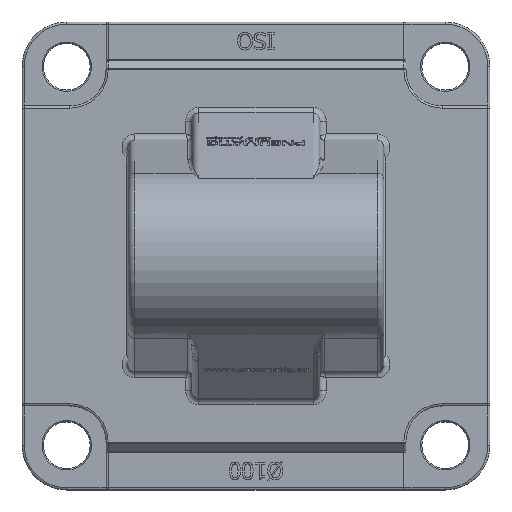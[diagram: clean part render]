
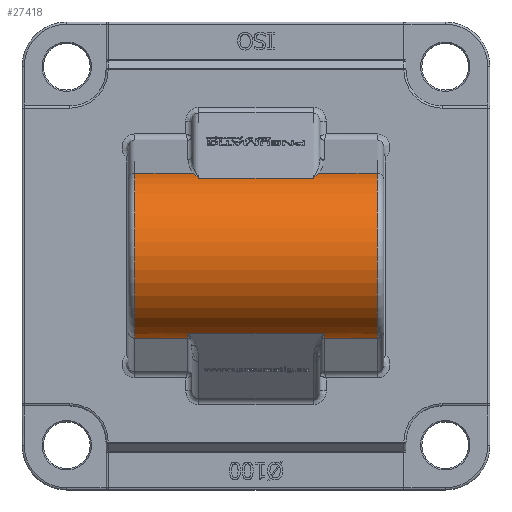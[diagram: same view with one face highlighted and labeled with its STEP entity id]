
A CAD part, top view. The second image highlights one B-rep face of the part: STEP entity #27418.
In plain terms, the highlighted cylindrical face has radius 20 mm (diameter 40 mm), a partial arc.
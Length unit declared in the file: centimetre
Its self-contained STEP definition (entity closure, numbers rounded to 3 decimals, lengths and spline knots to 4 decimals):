
#50=CYLINDRICAL_SURFACE($,#28216,2.);
#151=CIRCLE($,#28217,2.);
#152=CIRCLE($,#28218,2.);
#153=CIRCLE($,#28219,2.);
#154=CIRCLE($,#28220,2.);
#2284=FACE_OUTER_BOUND($,#3863,.T.);
#3863=EDGE_LOOP($,(#23538,#23539,#23540,#23541,#23542,#23543,#23544,#23545,
#23546,#23547,#23548,#23549));
#4941=LINE($,#36930,#7055);
#5308=LINE($,#40261,#7422);
#5956=LINE($,#52523,#8070);
#5957=LINE($,#52527,#8071);
#5958=LINE($,#52532,#8072);
#5959=LINE($,#52536,#8073);
#7055=VECTOR($,#29867,3.2);
#7422=VECTOR($,#30422,2.7);
#8070=VECTOR($,#31322,1.3795);
#8071=VECTOR($,#31325,1.25);
#8072=VECTOR($,#31330,1.25);
#8073=VECTOR($,#31333,1.3795);
#10060=B_SPLINE_CURVE_WITH_KNOTS($,3,(#52410,#52411,#52412,#52413,#52414,
#52415),.UNSPECIFIED.,.F.,.F.,(4,2,4),(-0.3785,0.,0.0018),
 .UNSPECIFIED.);
#10062=B_SPLINE_CURVE_WITH_KNOTS($,3,(#52537,#52538,#52539,#52540,#52541,
#52542),.UNSPECIFIED.,.F.,.F.,(4,2,4),(-0.0017,0.,0.3786),
 .UNSPECIFIED.);
#10805=VERTEX_POINT($,#36902);
#10813=VERTEX_POINT($,#36923);
#11221=VERTEX_POINT($,#40255);
#11223=VERTEX_POINT($,#40259);
#12333=VERTEX_POINT($,#52408);
#12343=VERTEX_POINT($,#52522);
#12344=VERTEX_POINT($,#52524);
#12345=VERTEX_POINT($,#52526);
#12346=VERTEX_POINT($,#52529);
#12347=VERTEX_POINT($,#52531);
#12348=VERTEX_POINT($,#52533);
#12349=VERTEX_POINT($,#52535);
#13818=EDGE_CURVE($,#10805,#10813,#4941,.T.);
#14431=EDGE_CURVE($,#11223,#11221,#5308,.T.);
#16135=EDGE_CURVE($,#12333,#11223,#10060,.T.);
#16153=EDGE_CURVE($,#12343,#12333,#5956,.T.);
#16154=EDGE_CURVE($,#12344,#12343,#151,.T.);
#16155=EDGE_CURVE($,#12344,#12345,#5957,.T.);
#16156=EDGE_CURVE($,#10805,#12345,#152,.T.);
#16157=EDGE_CURVE($,#12346,#10813,#153,.T.);
#16158=EDGE_CURVE($,#12346,#12347,#5958,.T.);
#16159=EDGE_CURVE($,#12348,#12347,#154,.T.);
#16160=EDGE_CURVE($,#12349,#12348,#5959,.T.);
#16161=EDGE_CURVE($,#11221,#12349,#10062,.T.);
#23538=ORIENTED_EDGE($,*,*,#16135,.F.);
#23539=ORIENTED_EDGE($,*,*,#16153,.F.);
#23540=ORIENTED_EDGE($,*,*,#16154,.F.);
#23541=ORIENTED_EDGE($,*,*,#16155,.T.);
#23542=ORIENTED_EDGE($,*,*,#16156,.F.);
#23543=ORIENTED_EDGE($,*,*,#13818,.T.);
#23544=ORIENTED_EDGE($,*,*,#16157,.F.);
#23545=ORIENTED_EDGE($,*,*,#16158,.T.);
#23546=ORIENTED_EDGE($,*,*,#16159,.F.);
#23547=ORIENTED_EDGE($,*,*,#16160,.F.);
#23548=ORIENTED_EDGE($,*,*,#16161,.F.);
#23549=ORIENTED_EDGE($,*,*,#14431,.F.);
#27418=ADVANCED_FACE($,(#2284),#50,.T.);
#28216=AXIS2_PLACEMENT_3D($,#52521,#31320,#31321);
#28217=AXIS2_PLACEMENT_3D($,#52525,#31323,#31324);
#28218=AXIS2_PLACEMENT_3D($,#52528,#31326,#31327);
#28219=AXIS2_PLACEMENT_3D($,#52530,#31328,#31329);
#28220=AXIS2_PLACEMENT_3D($,#52534,#31331,#31332);
#29867=DIRECTION($,(1.,0.,0.));
#30422=DIRECTION($,(1.,0.,0.));
#31320=DIRECTION('center_axis',(1.,0.,0.));
#31321=DIRECTION('ref_axis',(0.,0.969,0.246));
#31322=DIRECTION($,(1.,0.,0.));
#31323=DIRECTION('center_axis',(-1.,0.,0.));
#31324=DIRECTION('ref_axis',(0.,0.,1.));
#31325=DIRECTION($,(1.,0.,0.));
#31326=DIRECTION('center_axis',(1.,0.,0.));
#31327=DIRECTION('ref_axis',(0.,-0.944,0.329));
#31328=DIRECTION('center_axis',(-1.,0.,0.));
#31329=DIRECTION('ref_axis',(0.,-0.944,0.329));
#31330=DIRECTION($,(1.,0.,0.));
#31331=DIRECTION('center_axis',(1.,0.,0.));
#31332=DIRECTION('ref_axis',(0.,0.,1.));
#31333=DIRECTION($,(1.,0.,0.));
#36902=CARTESIAN_POINT('',(-1.6,-1.8254,4.9172));
#36923=CARTESIAN_POINT('',(1.6,-1.8254,4.9172));
#36930=CARTESIAN_POINT($,(-1.6,-1.8254,4.9172));
#40255=CARTESIAN_POINT('',(1.35,1.8254,4.9172));
#40259=CARTESIAN_POINT('',(-1.35,1.8254,4.9172));
#40261=CARTESIAN_POINT($,(-1.35,1.8254,4.9172));
#52408=CARTESIAN_POINT('',(-1.4705,1.9383,4.5928));
#52410=CARTESIAN_POINT('Ctrl Pts',(-1.4705,1.9383,4.5928));
#52411=CARTESIAN_POINT('Ctrl Pts',(-1.4331,1.9101,4.704));
#52412=CARTESIAN_POINT('Ctrl Pts',(-1.3917,1.8724,4.812));
#52413=CARTESIAN_POINT('Ctrl Pts',(-1.3504,1.8259,4.9162));
#52414=CARTESIAN_POINT('Ctrl Pts',(-1.3502,1.8256,4.9167));
#52415=CARTESIAN_POINT('Ctrl Pts',(-1.35,1.8254,4.9172));
#52521=CARTESIAN_POINT('Origin',(0.,0.,4.1));
#52522=CARTESIAN_POINT('',(-2.85,1.9383,4.5928));
#52523=CARTESIAN_POINT($,(-2.85,1.9383,4.5928));
#52524=CARTESIAN_POINT('',(-2.85,-1.9383,4.5928));
#52525=CARTESIAN_POINT('Origin',(-2.85,0.,4.1));
#52526=CARTESIAN_POINT('',(-1.6,-1.9383,4.5928));
#52527=CARTESIAN_POINT($,(-2.85,-1.9383,4.5928));
#52528=CARTESIAN_POINT('Origin',(-1.6,0.,4.1));
#52529=CARTESIAN_POINT('',(1.6,-1.9383,4.5928));
#52530=CARTESIAN_POINT('Origin',(1.6,0.,4.1));
#52531=CARTESIAN_POINT('',(2.85,-1.9383,4.5928));
#52532=CARTESIAN_POINT($,(1.6,-1.9383,4.5928));
#52533=CARTESIAN_POINT('',(2.85,1.9383,4.5928));
#52534=CARTESIAN_POINT('Origin',(2.85,0.,4.1));
#52535=CARTESIAN_POINT('',(1.4705,1.9383,4.5928));
#52536=CARTESIAN_POINT($,(1.4705,1.9383,4.5928));
#52537=CARTESIAN_POINT('Ctrl Pts',(1.35,1.8254,4.9172));
#52538=CARTESIAN_POINT('Ctrl Pts',(1.3502,1.8256,4.9167));
#52539=CARTESIAN_POINT('Ctrl Pts',(1.3504,1.8258,4.9163));
#52540=CARTESIAN_POINT('Ctrl Pts',(1.3917,1.8724,4.8121));
#52541=CARTESIAN_POINT('Ctrl Pts',(1.4331,1.9101,4.704));
#52542=CARTESIAN_POINT('Ctrl Pts',(1.4705,1.9383,4.5928));
